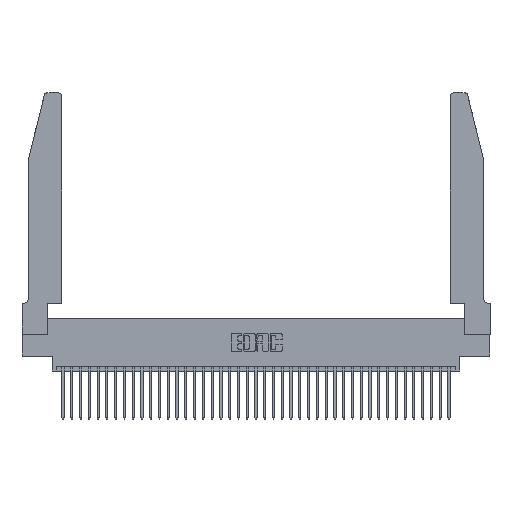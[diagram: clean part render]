
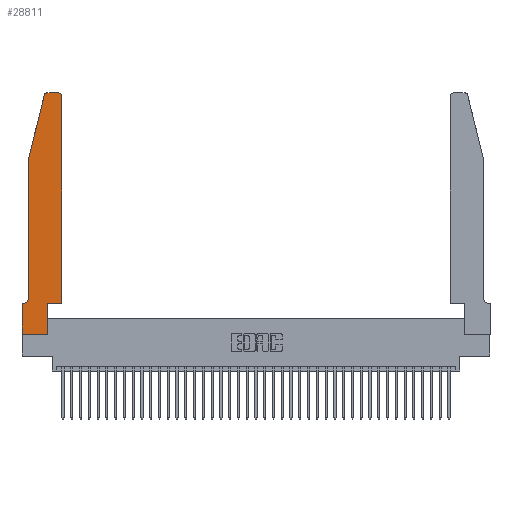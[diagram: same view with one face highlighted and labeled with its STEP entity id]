
A CAD part, top view. The second image highlights one B-rep face of the part: STEP entity #28811.
In plain terms, the highlighted planar face has unit normal (0, 0, 1).
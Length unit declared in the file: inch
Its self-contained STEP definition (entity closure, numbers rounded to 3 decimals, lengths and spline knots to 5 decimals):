
#324 = CARTESIAN_POINT ( 'NONE',  ( 0.2865, 0.35, 0.37 ) ) ;
#701 = CIRCLE ( 'NONE', #38455, 0.03 ) ;
#1182 = FACE_OUTER_BOUND ( 'NONE', #7014, .T. ) ;
#1214 = ORIENTED_EDGE ( 'NONE', *, *, #22963, .T. ) ;
#1439 = ORIENTED_EDGE ( 'NONE', *, *, #3325, .T. ) ;
#2168 = CARTESIAN_POINT ( 'NONE',  ( 0.2865, 0., 0.37 ) ) ;
#2182 = VECTOR ( 'NONE', #35635, 39.37008 ) ;
#2338 = AXIS2_PLACEMENT_3D ( 'NONE', #14899, #18000, #15155 ) ;
#2510 = CARTESIAN_POINT ( 'NONE',  ( 0.0755, 2., 0.37 ) ) ;
#2654 = CIRCLE ( 'NONE', #27279, 0.03 ) ;
#2917 = DIRECTION ( 'NONE',  ( 0., -1., 0. ) ) ;
#3325 = EDGE_CURVE ( 'NONE', #3800, #36608, #24378, .T. ) ;
#3332 = CARTESIAN_POINT ( 'NONE',  ( 0., 0.35, 0.37 ) ) ;
#3800 = VERTEX_POINT ( 'NONE', #2168 ) ;
#4288 = VERTEX_POINT ( 'NONE', #3332 ) ;
#4608 = VERTEX_POINT ( 'NONE', #24451 ) ;
#4784 = DIRECTION ( 'NONE',  ( 0., 0., 1. ) ) ;
#4900 = VERTEX_POINT ( 'NONE', #31555 ) ;
#5056 = EDGE_CURVE ( 'NONE', #6302, #38815, #32815, .T. ) ;
#5089 = LINE ( 'NONE', #7756, #36828 ) ;
#5212 = VERTEX_POINT ( 'NONE', #22010 ) ;
#6302 = VERTEX_POINT ( 'NONE', #11112 ) ;
#6590 = LINE ( 'NONE', #36443, #39331 ) ;
#6636 = CARTESIAN_POINT ( 'NONE',  ( 0.0755, 0.35, 0.37 ) ) ;
#6713 = LINE ( 'NONE', #7448, #19709 ) ;
#6739 = VERTEX_POINT ( 'NONE', #13805 ) ;
#6888 = EDGE_CURVE ( 'NONE', #4288, #8231, #38577, .T. ) ;
#7014 = EDGE_LOOP ( 'NONE', ( #37666, #1214, #25953, #7758, #31695, #29165, #37601, #15746, #1439, #15786, #26828, #34109 ) ) ;
#7319 = DIRECTION ( 'NONE',  ( -0.239, -0.971, 0. ) ) ;
#7324 = AXIS2_PLACEMENT_3D ( 'NONE', #35803, #29751, #20753 ) ;
#7448 = CARTESIAN_POINT ( 'NONE',  ( 0.0755, 2., 0.37 ) ) ;
#7756 = CARTESIAN_POINT ( 'NONE',  ( 0.4505, 0.35, 0.37 ) ) ;
#7758 = ORIENTED_EDGE ( 'NONE', *, *, #28900, .T. ) ;
#7909 = CARTESIAN_POINT ( 'NONE',  ( 0.2865, 0.35, 0.37 ) ) ;
#8230 = EDGE_CURVE ( 'NONE', #15905, #23565, #23103, .T. ) ;
#8231 = VERTEX_POINT ( 'NONE', #32773 ) ;
#9950 = DIRECTION ( 'NONE',  ( 0., 0., 1. ) ) ;
#10084 = CARTESIAN_POINT ( 'NONE',  ( 0.284, 2.72, 0.37 ) ) ;
#11112 = CARTESIAN_POINT ( 'NONE',  ( 0.0755, 0.42, 0.37 ) ) ;
#11763 = EDGE_CURVE ( 'NONE', #8231, #3800, #33360, .T. ) ;
#11916 = EDGE_CURVE ( 'NONE', #38815, #4288, #31928, .T. ) ;
#13805 = CARTESIAN_POINT ( 'NONE',  ( 0.4205, 2.75, 0.37 ) ) ;
#14456 = PLANE ( 'NONE',  #7324 ) ;
#14899 = CARTESIAN_POINT ( 'NONE',  ( 0.0055, 0.42, 0.37 ) ) ;
#15155 = DIRECTION ( 'NONE',  ( -1., 0., 0. ) ) ;
#15746 = ORIENTED_EDGE ( 'NONE', *, *, #11763, .T. ) ;
#15786 = ORIENTED_EDGE ( 'NONE', *, *, #16411, .T. ) ;
#15905 = VERTEX_POINT ( 'NONE', #17545 ) ;
#16411 = EDGE_CURVE ( 'NONE', #36608, #15905, #5089, .T. ) ;
#16753 = DIRECTION ( 'NONE',  ( 1., 0., 0. ) ) ;
#16897 = CARTESIAN_POINT ( 'NONE',  ( 0.4205, 2.72, 0.37 ) ) ;
#17545 = CARTESIAN_POINT ( 'NONE',  ( 0.4505, 0.35, 0.37 ) ) ;
#17819 = VECTOR ( 'NONE', #26793, 39.37008 ) ;
#18000 = DIRECTION ( 'NONE',  ( 0., 0., -1. ) ) ;
#18750 = DIRECTION ( 'NONE',  ( 0., 1., 0. ) ) ;
#19709 = VECTOR ( 'NONE', #7319, 39.37008 ) ;
#20753 = DIRECTION ( 'NONE',  ( 1., 0., 0. ) ) ;
#20906 = VECTOR ( 'NONE', #2917, 39.37008 ) ;
#22010 = CARTESIAN_POINT ( 'NONE',  ( 0.284, 2.75, 0.37 ) ) ;
#22963 = EDGE_CURVE ( 'NONE', #5212, #4900, #2654, .T. ) ;
#23103 = LINE ( 'NONE', #29455, #17819 ) ;
#23565 = VERTEX_POINT ( 'NONE', #26239 ) ;
#23728 = DIRECTION ( 'NONE',  ( 0., -1., 0. ) ) ;
#24378 = LINE ( 'NONE', #324, #32472 ) ;
#24451 = CARTESIAN_POINT ( 'NONE',  ( 0.0755, 2., 0.37 ) ) ;
#25953 = ORIENTED_EDGE ( 'NONE', *, *, #34324, .T. ) ;
#26239 = CARTESIAN_POINT ( 'NONE',  ( 0.4505, 2.72, 0.37 ) ) ;
#26709 = CARTESIAN_POINT ( 'NONE',  ( 0., 0., 0.37 ) ) ;
#26793 = DIRECTION ( 'NONE',  ( 0., 1., 0. ) ) ;
#26828 = ORIENTED_EDGE ( 'NONE', *, *, #8230, .T. ) ;
#27279 = AXIS2_PLACEMENT_3D ( 'NONE', #10084, #9950, #33959 ) ;
#28643 = EDGE_CURVE ( 'NONE', #23565, #6739, #701, .T. ) ;
#28811 = ADVANCED_FACE ( 'NONE', ( #1182 ), #14456, .T. ) ;
#28900 = EDGE_CURVE ( 'NONE', #4608, #6302, #29085, .T. ) ;
#28942 = VECTOR ( 'NONE', #23728, 39.37008 ) ;
#29074 = VECTOR ( 'NONE', #39080, 39.37008 ) ;
#29085 = LINE ( 'NONE', #2510, #20906 ) ;
#29165 = ORIENTED_EDGE ( 'NONE', *, *, #11916, .T. ) ;
#29455 = CARTESIAN_POINT ( 'NONE',  ( 0.4505, 0.35, 0.37 ) ) ;
#29751 = DIRECTION ( 'NONE',  ( 0., 0., 1. ) ) ;
#30434 = CARTESIAN_POINT ( 'NONE',  ( 0.0055, 0.35, 0.37 ) ) ;
#31555 = CARTESIAN_POINT ( 'NONE',  ( 0.25487, 2.72718, 0.37 ) ) ;
#31695 = ORIENTED_EDGE ( 'NONE', *, *, #5056, .T. ) ;
#31928 = LINE ( 'NONE', #6636, #2182 ) ;
#32472 = VECTOR ( 'NONE', #18750, 39.37008 ) ;
#32773 = CARTESIAN_POINT ( 'NONE',  ( 0., 0., 0.37 ) ) ;
#32815 = CIRCLE ( 'NONE', #2338, 0.07 ) ;
#33360 = LINE ( 'NONE', #38805, #29074 ) ;
#33959 = DIRECTION ( 'NONE',  ( 1., 0., 0. ) ) ;
#34109 = ORIENTED_EDGE ( 'NONE', *, *, #28643, .T. ) ;
#34324 = EDGE_CURVE ( 'NONE', #4900, #4608, #6713, .T. ) ;
#35458 = EDGE_CURVE ( 'NONE', #6739, #5212, #6590, .T. ) ;
#35635 = DIRECTION ( 'NONE',  ( -1., 0., 0. ) ) ;
#35803 = CARTESIAN_POINT ( 'NONE',  ( 0., 0.35, 0.37 ) ) ;
#36299 = DIRECTION ( 'NONE',  ( -1., 0., 0. ) ) ;
#36443 = CARTESIAN_POINT ( 'NONE',  ( 0.2605, 2.75, 0.37 ) ) ;
#36608 = VERTEX_POINT ( 'NONE', #7909 ) ;
#36828 = VECTOR ( 'NONE', #16753, 39.37008 ) ;
#37601 = ORIENTED_EDGE ( 'NONE', *, *, #6888, .T. ) ;
#37666 = ORIENTED_EDGE ( 'NONE', *, *, #35458, .T. ) ;
#38393 = DIRECTION ( 'NONE',  ( 1., 0., 0. ) ) ;
#38455 = AXIS2_PLACEMENT_3D ( 'NONE', #16897, #4784, #38393 ) ;
#38577 = LINE ( 'NONE', #26709, #28942 ) ;
#38805 = CARTESIAN_POINT ( 'NONE',  ( 0., 0., 0.37 ) ) ;
#38815 = VERTEX_POINT ( 'NONE', #30434 ) ;
#39080 = DIRECTION ( 'NONE',  ( 1., 0., 0. ) ) ;
#39331 = VECTOR ( 'NONE', #36299, 39.37008 ) ;
